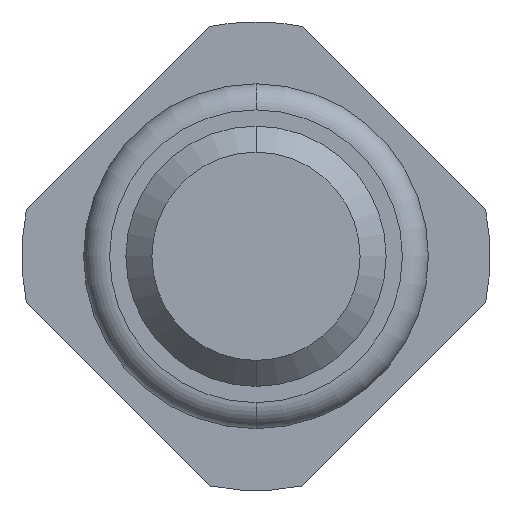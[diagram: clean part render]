
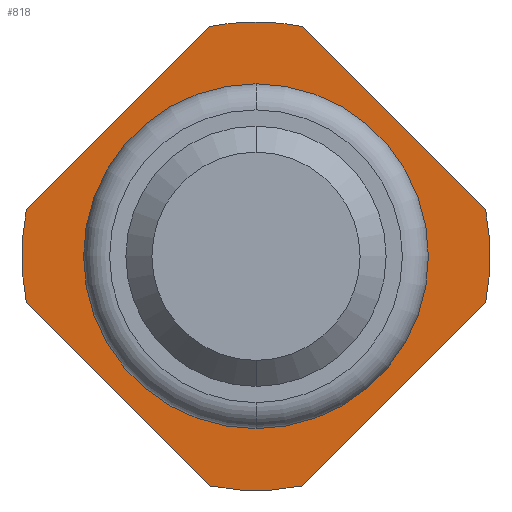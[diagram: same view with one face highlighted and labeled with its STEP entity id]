
A CAD part, front view. The second image highlights one B-rep face of the part: STEP entity #818.
In plain terms, the highlighted planar face has unit normal (0, -1, 0).
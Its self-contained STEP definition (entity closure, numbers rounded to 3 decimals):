
#2 = ORIENTED_EDGE ( 'NONE', *, *, #1693, .F. ) ;
#21 = VERTEX_POINT ( 'NONE', #3587 ) ;
#23 = VERTEX_POINT ( 'NONE', #2711 ) ;
#58 = VERTEX_POINT ( 'NONE', #643 ) ;
#59 = LINE ( 'NONE', #2126, #2712 ) ;
#85 = EDGE_CURVE ( 'Defeature ausgef�hrt3_2+Defeature ausgef�hrt3_0+Defeature ausgef�hrt3_17+Defeature ausgef�hrt3_18', #3457, #23, #1712, .T. ) ;
#89 = EDGE_CURVE ( 'Defeature ausgef�hrt3_1+Defeature ausgef�hrt3_0+Defeature ausgef�hrt3_18+Defeature ausgef�hrt3_15', #2125, #21, #2575, .T. ) ;
#103 = CARTESIAN_POINT ( 'NONE',  ( -0.161, -2., 1.961 ) ) ;
#281 = AXIS2_PLACEMENT_3D ( 'NONE', #2598, #2887, #864 ) ;
#301 = ORIENTED_EDGE ( 'NONE', *, *, #89, .F. ) ;
#308 = CIRCLE ( 'NONE', #2587, 1.325 ) ;
#420 = CARTESIAN_POINT ( 'NONE',  ( 0., -2., 0. ) ) ;
#439 = DIRECTION ( 'NONE',  ( 0.707, 0., 0.707 ) ) ;
#450 = CARTESIAN_POINT ( 'NONE',  ( 0., -2., 1.325 ) ) ;
#470 = CARTESIAN_POINT ( 'NONE',  ( 0., -2., -1.325 ) ) ;
#612 = AXIS2_PLACEMENT_3D ( 'NONE', #420, #2432, #3601 ) ;
#643 = CARTESIAN_POINT ( 'NONE',  ( -0.357, -2., -1.764 ) ) ;
#748 = CIRCLE ( 'NONE', #612, 1.325 ) ;
#764 = EDGE_CURVE ( 'Defeature ausgef�hrt3_16+Defeature ausgef�hrt3_0+Defeature ausgef�hrt3_4+Defeature ausgef�hrt3_3', #58, #3605, #59, .T. ) ;
#818 = ADVANCED_FACE ( 'Defeature ausgef�hrt3_0', ( #1444, #3358 ), #1304, .F. ) ;
#864 = DIRECTION ( 'NONE',  ( 0., 0., 1. ) ) ;
#913 = DIRECTION ( 'NONE',  ( 0., 1., 0. ) ) ;
#958 = CARTESIAN_POINT ( 'NONE',  ( 0.357, -2., 1.764 ) ) ;
#962 = CARTESIAN_POINT ( 'NONE',  ( 1.8, -2., 0. ) ) ;
#1052 = EDGE_LOOP ( 'NONE', ( #1173, #2070 ) ) ;
#1062 = DIRECTION ( 'NONE',  ( 0., 0., 1. ) ) ;
#1173 = ORIENTED_EDGE ( 'NONE', *, *, #2031, .T. ) ;
#1190 = EDGE_CURVE ( 'Defeature ausgef�hrt3_4+Defeature ausgef�hrt3_0+Defeature ausgef�hrt3_15+Defeature ausgef�hrt3_16', #3061, #58, #1964, .T. ) ;
#1199 = LINE ( 'NONE', #2769, #1313 ) ;
#1233 = DIRECTION ( 'NONE',  ( 0., 1., 0. ) ) ;
#1252 = DIRECTION ( 'NONE',  ( 0., 0., 1. ) ) ;
#1304 = PLANE ( 'NONE',  #1825 ) ;
#1313 = VECTOR ( 'NONE', #3623, 1000. ) ;
#1328 = ORIENTED_EDGE ( 'NONE', *, *, #85, .F. ) ;
#1352 = VERTEX_POINT ( 'NONE', #470 ) ;
#1388 = AXIS2_PLACEMENT_3D ( 'NONE', #2999, #913, #3535 ) ;
#1432 = EDGE_LOOP ( 'NONE', ( #2647, #3222, #1328, #3258, #2, #3429, #3353, #3132, #301 ) ) ;
#1444 = FACE_BOUND ( 'NONE', #1052, .T. ) ;
#1478 = CARTESIAN_POINT ( 'NONE',  ( -0.357, -2., 1.764 ) ) ;
#1482 = VERTEX_POINT ( 'NONE', #450 ) ;
#1512 = DIRECTION ( 'NONE',  ( 0., 1., 0. ) ) ;
#1535 = DIRECTION ( 'NONE',  ( 0.707, 0., -0.707 ) ) ;
#1548 = LINE ( 'NONE', #1819, #1826 ) ;
#1583 = AXIS2_PLACEMENT_3D ( 'NONE', #2382, #1233, #1252 ) ;
#1592 = CARTESIAN_POINT ( 'NONE',  ( -1.764, -2., -0.357 ) ) ;
#1606 = VERTEX_POINT ( 'NONE', #3673 ) ;
#1637 = VECTOR ( 'NONE', #439, 1000. ) ;
#1651 = DIRECTION ( 'NONE',  ( 0., 1., 0. ) ) ;
#1693 = EDGE_CURVE ( 'Defeature ausgef�hrt3_3+Defeature ausgef�hrt3_0+Defeature ausgef�hrt3_16+Defeature ausgef�hrt3_17', #3605, #1606, #2361, .T. ) ;
#1712 = CIRCLE ( 'NONE', #1388, 1.8 ) ;
#1770 = CARTESIAN_POINT ( 'NONE',  ( 0., -2., 0. ) ) ;
#1819 = CARTESIAN_POINT ( 'NONE',  ( 1.961, -2., 0.161 ) ) ;
#1825 = AXIS2_PLACEMENT_3D ( 'NONE', #962, #2751, #2138 ) ;
#1826 = VECTOR ( 'NONE', #1535, 1000. ) ;
#1886 = CARTESIAN_POINT ( 'NONE',  ( 0., -2., 0. ) ) ;
#1895 = DIRECTION ( 'NONE',  ( 0., 0., 1. ) ) ;
#1964 = CIRCLE ( 'NONE', #281, 1.8 ) ;
#1992 = CARTESIAN_POINT ( 'NONE',  ( 0.357, -2., -1.764 ) ) ;
#2031 = EDGE_CURVE ( 'Defeature ausgef�hrt3_0+Defeature ausgef�hrt3_12+Defeature ausgef�hrt3_12+Defeature ausgef�hrt3_12', #1482, #1352, #308, .T. ) ;
#2070 = ORIENTED_EDGE ( 'NONE', *, *, #3664, .T. ) ;
#2102 = CARTESIAN_POINT ( 'NONE',  ( 1.764, -2., 0.357 ) ) ;
#2114 = EDGE_CURVE ( 'Defeature ausgef�hrt3_18+Defeature ausgef�hrt3_0+Defeature ausgef�hrt3_2+Defeature ausgef�hrt3_1', #2693, #2125, #1548, .T. ) ;
#2125 = VERTEX_POINT ( 'NONE', #2102 ) ;
#2126 = CARTESIAN_POINT ( 'NONE',  ( -0.161, -2., -1.961 ) ) ;
#2138 = DIRECTION ( 'NONE',  ( 0., 0., 1. ) ) ;
#2161 = DIRECTION ( 'NONE',  ( -0.707, 0., 0.707 ) ) ;
#2311 = LINE ( 'NONE', #103, #1637 ) ;
#2361 = CIRCLE ( 'NONE', #3240, 1.8 ) ;
#2382 = CARTESIAN_POINT ( 'NONE',  ( 0., -2., 0. ) ) ;
#2432 = DIRECTION ( 'NONE',  ( 0., 1., 0. ) ) ;
#2575 = CIRCLE ( 'NONE', #1583, 1.8 ) ;
#2587 = AXIS2_PLACEMENT_3D ( 'NONE', #1770, #1512, #2687 ) ;
#2598 = CARTESIAN_POINT ( 'NONE',  ( 0., -2., 0. ) ) ;
#2647 = ORIENTED_EDGE ( 'NONE', *, *, #2114, .F. ) ;
#2687 = DIRECTION ( 'NONE',  ( 0., 0., 1. ) ) ;
#2693 = VERTEX_POINT ( 'NONE', #958 ) ;
#2711 = CARTESIAN_POINT ( 'NONE',  ( 0., -2., 1.8 ) ) ;
#2712 = VECTOR ( 'NONE', #2161, 1000. ) ;
#2732 = CIRCLE ( 'NONE', #3206, 1.8 ) ;
#2751 = DIRECTION ( 'NONE',  ( 0., 1., 0. ) ) ;
#2769 = CARTESIAN_POINT ( 'NONE',  ( 1.961, -2., -0.161 ) ) ;
#2887 = DIRECTION ( 'NONE',  ( 0., 1., 0. ) ) ;
#2999 = CARTESIAN_POINT ( 'NONE',  ( 0., -2., 0. ) ) ;
#3061 = VERTEX_POINT ( 'NONE', #1992 ) ;
#3089 = EDGE_CURVE ( 'Defeature ausgef�hrt3_15+Defeature ausgef�hrt3_0+Defeature ausgef�hrt3_1+Defeature ausgef�hrt3_4', #21, #3061, #1199, .T. ) ;
#3132 = ORIENTED_EDGE ( 'NONE', *, *, #3089, .F. ) ;
#3205 = EDGE_CURVE ( 'Defeature ausgef�hrt3_2+Defeature ausgef�hrt3_0+Defeature ausgef�hrt3_17+Defeature ausgef�hrt3_18', #23, #2693, #2732, .T. ) ;
#3206 = AXIS2_PLACEMENT_3D ( 'NONE', #3394, #1651, #1062 ) ;
#3222 = ORIENTED_EDGE ( 'NONE', *, *, #3205, .F. ) ;
#3240 = AXIS2_PLACEMENT_3D ( 'NONE', #1886, #3654, #1895 ) ;
#3258 = ORIENTED_EDGE ( 'NONE', *, *, #3638, .F. ) ;
#3353 = ORIENTED_EDGE ( 'NONE', *, *, #1190, .F. ) ;
#3358 = FACE_OUTER_BOUND ( 'NONE', #1432, .T. ) ;
#3394 = CARTESIAN_POINT ( 'NONE',  ( 0., -2., 0. ) ) ;
#3429 = ORIENTED_EDGE ( 'NONE', *, *, #764, .F. ) ;
#3457 = VERTEX_POINT ( 'NONE', #1478 ) ;
#3535 = DIRECTION ( 'NONE',  ( 0., 0., 1. ) ) ;
#3587 = CARTESIAN_POINT ( 'NONE',  ( 1.764, -2., -0.357 ) ) ;
#3601 = DIRECTION ( 'NONE',  ( 0., 0., 1. ) ) ;
#3605 = VERTEX_POINT ( 'NONE', #1592 ) ;
#3623 = DIRECTION ( 'NONE',  ( -0.707, 0., -0.707 ) ) ;
#3638 = EDGE_CURVE ( 'Defeature ausgef�hrt3_17+Defeature ausgef�hrt3_0+Defeature ausgef�hrt3_3+Defeature ausgef�hrt3_2', #1606, #3457, #2311, .T. ) ;
#3654 = DIRECTION ( 'NONE',  ( 0., 1., 0. ) ) ;
#3664 = EDGE_CURVE ( 'Defeature ausgef�hrt3_0+Defeature ausgef�hrt3_12+Defeature ausgef�hrt3_12+Defeature ausgef�hrt3_12', #1352, #1482, #748, .T. ) ;
#3673 = CARTESIAN_POINT ( 'NONE',  ( -1.764, -2., 0.357 ) ) ;
